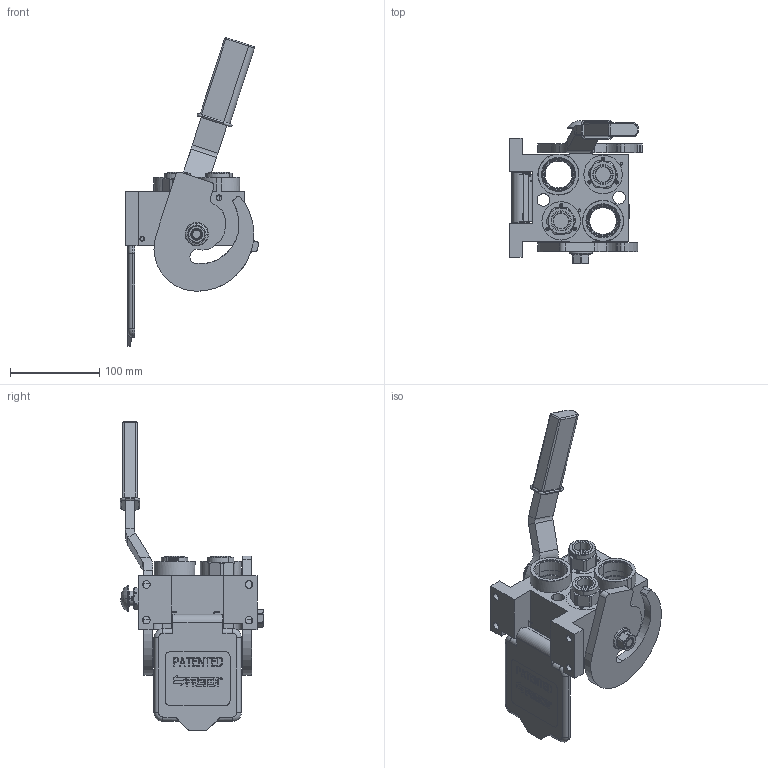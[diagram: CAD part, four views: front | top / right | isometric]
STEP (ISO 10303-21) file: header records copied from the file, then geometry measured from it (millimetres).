
FILE_DESCRIPTION (( 'STEP AP214' ), '1' );
FILE_NAME ('FASTER.step', '2025-01-06T11:28:41', ( '' ), ( '' ), 'SwSTEP 2.0', 'SolidWorks 2017', '' );
FILE_SCHEMA (( 'AUTOMOTIVE_DESIGN' ));
Length unit declared in the file: millimetre
Products named in the file (30): 4850_024_6001_021; 4142_072_1000_300; 4850_024_6003_000; 0048_042_0412_000; 4830_022_0000_011; 1540_080_0012_000; or1_5x7_m; 4850_024_6003_010; P510_F_ALB_BASE; 4820_001_0004_000; A_2ffnb12_gas_f; 4830_001_0005_300; 4830_001_0005_301; 4830_020_0000_033; 4830_025_0000_001; 4830_025_1000_000; 4830_025_2000_000; 2ffnb12_gas_f; sicura_p5; et011; 4340_014_0000_000; 4850_024_6002_020; FASTER; curs_molla_12; 4830_070_0000_001; 4830_024_0001_012; 4850_024_6003_000_ASM; 4810_001_0001_014; or2_62x17_86
Assembly tree (31 placements, depth 4):
  FASTER
    P510_F_ALB_BASE
      4830_020_0000_033
      4830_025_1000_000
      4820_001_0004_000
      4810_001_0001_014
      4830_022_0000_011
      4830_070_0000_001
      4830_001_0005_300
      4830_001_0005_301
      or2_62x17_86  x2
    A_2ffnb12_gas_f  x2
      curs_molla_12
        4340_014_0000_000
        4142_072_1000_300
      2ffnb12_gas_f
        2ffnb12_gas_f
    4850_024_6003_000
      4850_024_6003_000_ASM
        4850_024_6003_010
        4850_024_6001_021
      sicura_p5
        4830_025_0000_001
        or1_5x7_m
        0048_042_0412_000
      1540_080_0012_000
      4830_025_2000_000
      4830_024_0001_012
      4850_024_6002_020
    et011
Bounding box: 148.95 x 161.17 x 346.17 mm (x, y, z)
Volume: 196102.1 mm3; surface area: 281081.2 mm2
Topology: 20 solids, 46 shells, 3563 faces, 9415 edges, 6032 vertices
Faces by surface type: plane 2152, cylinder 662, cone 274, bspline 227, torus 199, sphere 49
Entity records: 132245 total; most frequent: CARTESIAN_POINT 48705, ORIENTED_EDGE 17055, DIRECTION 15657, EDGE_CURVE 8609, LINE 6197, VECTOR 6197, VERTEX_POINT 5542, AXIS2_PLACEMENT_3D 4730
